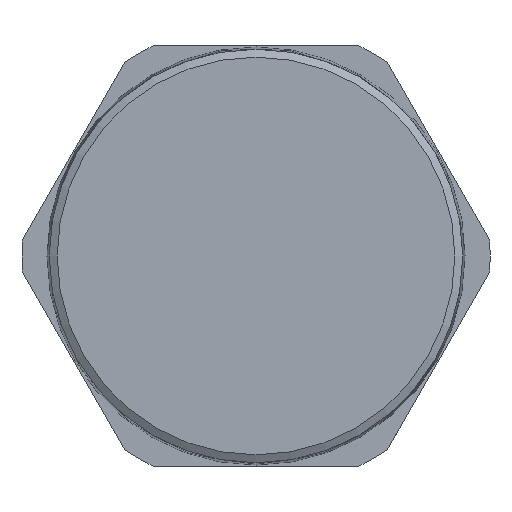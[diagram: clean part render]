
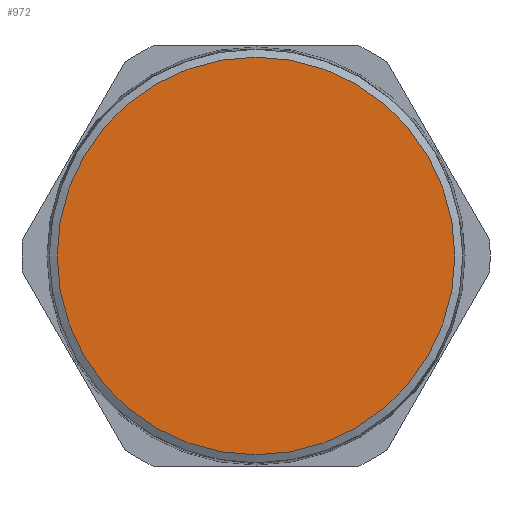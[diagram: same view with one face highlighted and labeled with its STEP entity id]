
A CAD part, front view. The second image highlights one B-rep face of the part: STEP entity #972.
In plain terms, the highlighted planar face has unit normal (0, -1, 0).
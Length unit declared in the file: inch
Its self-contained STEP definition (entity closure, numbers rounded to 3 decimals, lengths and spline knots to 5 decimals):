
#78=PLANE('',#1053);
#164=FACE_OUTER_BOUND('',#217,.T.);
#217=EDGE_LOOP('',(#675,#676));
#361=CIRCLE('',#1054,2.14058);
#362=CIRCLE('',#1055,2.14058);
#421=VERTEX_POINT('',#1447);
#422=VERTEX_POINT('',#1448);
#524=EDGE_CURVE('',#421,#422,#361,.T.);
#525=EDGE_CURVE('',#422,#421,#362,.T.);
#675=ORIENTED_EDGE('',*,*,#524,.F.);
#676=ORIENTED_EDGE('',*,*,#525,.F.);
#972=ADVANCED_FACE('',(#164),#78,.T.);
#1053=AXIS2_PLACEMENT_3D('',#1446,#1180,#1181);
#1054=AXIS2_PLACEMENT_3D('',#1449,#1182,#1183);
#1055=AXIS2_PLACEMENT_3D('',#1450,#1184,#1185);
#1180=DIRECTION('center_axis',(0.,-1.,0.));
#1181=DIRECTION('ref_axis',(0.,0.,
1.));
#1182=DIRECTION('center_axis',(0.,1.,0.));
#1183=DIRECTION('ref_axis',(-1.,0.,0.));
#1184=DIRECTION('center_axis',(0.,1.,0.));
#1185=DIRECTION('ref_axis',(-1.,0.,0.));
#1446=CARTESIAN_POINT('Origin',(-2.10059,0.,
0.));
#1447=CARTESIAN_POINT('',(-2.14058,0.,0.));
#1448=CARTESIAN_POINT('',(2.14058,0.,0.));
#1449=CARTESIAN_POINT('Origin',(0.,0.,0.));
#1450=CARTESIAN_POINT('Origin',(0.,0.,0.));
